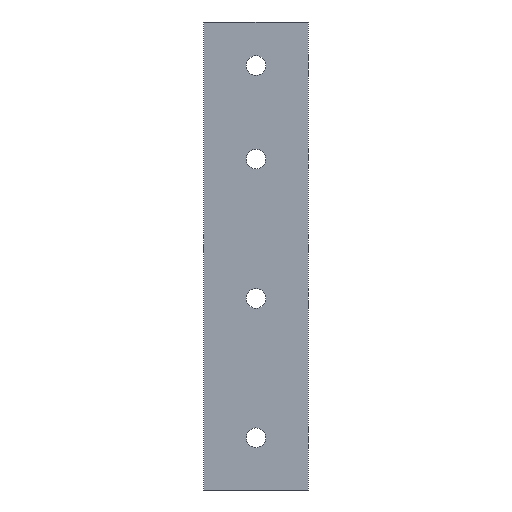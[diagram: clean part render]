
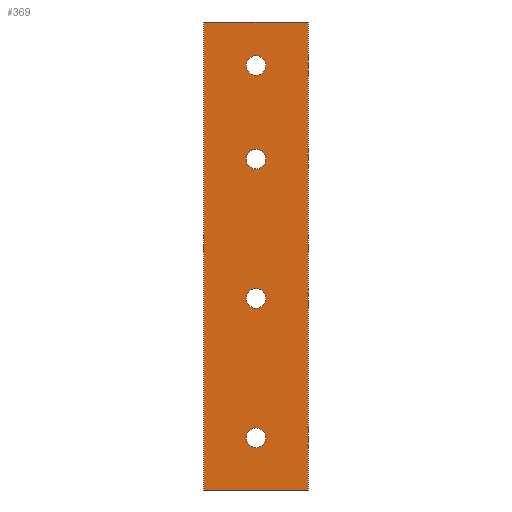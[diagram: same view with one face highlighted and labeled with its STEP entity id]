
A CAD part, front view. The second image highlights one B-rep face of the part: STEP entity #369.
In plain terms, the highlighted planar face has unit normal (0, -1, 0).
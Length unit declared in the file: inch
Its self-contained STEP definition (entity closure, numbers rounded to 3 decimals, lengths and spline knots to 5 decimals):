
#27=FACE_BOUND('',#86,.T.);
#28=FACE_BOUND('',#87,.T.);
#29=FACE_BOUND('',#88,.T.);
#30=FACE_BOUND('',#89,.T.);
#37=PLANE('',#429);
#55=FACE_OUTER_BOUND('',#85,.T.);
#85=EDGE_LOOP('',(#327,#328,#329,#330));
#86=EDGE_LOOP('',(#331));
#87=EDGE_LOOP('',(#332));
#88=EDGE_LOOP('',(#333));
#89=EDGE_LOOP('',(#334));
#106=LINE('',#607,#134);
#111=LINE('',#621,#139);
#117=LINE('',#632,#145);
#118=LINE('',#634,#146);
#134=VECTOR('',#506,0.3937);
#139=VECTOR('',#519,0.3937);
#145=VECTOR('',#531,0.3937);
#146=VECTOR('',#534,0.3937);
#148=CIRCLE('',#395,0.28125);
#150=CIRCLE('',#398,0.28125);
#152=CIRCLE('',#401,0.28125);
#154=CIRCLE('',#404,0.28125);
#168=VERTEX_POINT('',#541);
#170=VERTEX_POINT('',#547);
#172=VERTEX_POINT('',#553);
#174=VERTEX_POINT('',#559);
#190=VERTEX_POINT('',#604);
#191=VERTEX_POINT('',#606);
#196=VERTEX_POINT('',#620);
#198=VERTEX_POINT('',#630);
#201=EDGE_CURVE('',#168,#168,#148,.T.);
#204=EDGE_CURVE('',#170,#170,#150,.T.);
#207=EDGE_CURVE('',#172,#172,#152,.T.);
#210=EDGE_CURVE('',#174,#174,#154,.T.);
#232=EDGE_CURVE('',#190,#191,#106,.T.);
#239=EDGE_CURVE('',#196,#191,#111,.T.);
#245=EDGE_CURVE('',#190,#198,#117,.T.);
#246=EDGE_CURVE('',#196,#198,#118,.T.);
#327=ORIENTED_EDGE('',*,*,#245,.T.);
#328=ORIENTED_EDGE('',*,*,#246,.F.);
#329=ORIENTED_EDGE('',*,*,#239,.T.);
#330=ORIENTED_EDGE('',*,*,#232,.F.);
#331=ORIENTED_EDGE('',*,*,#201,.T.);
#332=ORIENTED_EDGE('',*,*,#204,.T.);
#333=ORIENTED_EDGE('',*,*,#207,.T.);
#334=ORIENTED_EDGE('',*,*,#210,.T.);
#369=ADVANCED_FACE('',(#55,#27,#28,#29,#30),#37,.T.);
#395=AXIS2_PLACEMENT_3D('',#543,#438,#439);
#398=AXIS2_PLACEMENT_3D('',#549,#445,#446);
#401=AXIS2_PLACEMENT_3D('',#555,#452,#453);
#404=AXIS2_PLACEMENT_3D('',#561,#459,#460);
#429=AXIS2_PLACEMENT_3D('',#633,#532,#533);
#438=DIRECTION('center_axis',(0.,1.,0.));
#439=DIRECTION('ref_axis',(1.,0.,0.));
#445=DIRECTION('center_axis',(0.,1.,0.));
#446=DIRECTION('ref_axis',(1.,0.,0.));
#452=DIRECTION('center_axis',(0.,1.,0.));
#453=DIRECTION('ref_axis',(1.,0.,0.));
#459=DIRECTION('center_axis',(0.,1.,0.));
#460=DIRECTION('ref_axis',(1.,0.,0.));
#506=DIRECTION('',(-1.,0.,0.));
#519=DIRECTION('',(0.,0.,-1.));
#531=DIRECTION('',(0.,0.,1.));
#532=DIRECTION('center_axis',(0.,-1.,0.));
#533=DIRECTION('ref_axis',(1.,0.,0.));
#534=DIRECTION('',(1.,0.,0.));
#541=CARTESIAN_POINT('',(-1.28177,-0.54772,-5.219));
#543=CARTESIAN_POINT('Origin',(-1.00052,-0.54772,-5.219));
#547=CARTESIAN_POINT('',(-1.28177,-0.54772,2.781));
#549=CARTESIAN_POINT('Origin',(-1.00052,-0.54772,2.781));
#553=CARTESIAN_POINT('',(-1.28177,-0.54772,5.469));
#555=CARTESIAN_POINT('Origin',(-1.00052,-0.54772,5.469));
#559=CARTESIAN_POINT('',(-1.28177,-0.54772,-1.219));
#561=CARTESIAN_POINT('Origin',(-1.00052,-0.54772,-1.219));
#604=CARTESIAN_POINT('',(0.49948,-0.54772,-6.719));
#606=CARTESIAN_POINT('',(-2.50052,-0.54772,-6.719));
#607=CARTESIAN_POINT('',(-2.50052,-0.54772,-6.719));
#620=CARTESIAN_POINT('',(-2.50052,-0.54772,6.719));
#621=CARTESIAN_POINT('',(-2.50052,-0.54772,0.));
#630=CARTESIAN_POINT('',(0.49948,-0.54772,6.719));
#632=CARTESIAN_POINT('',(0.49948,-0.54772,0.));
#633=CARTESIAN_POINT('Origin',(-2.50052,-0.54772,0.));
#634=CARTESIAN_POINT('',(-2.50052,-0.54772,6.719));
